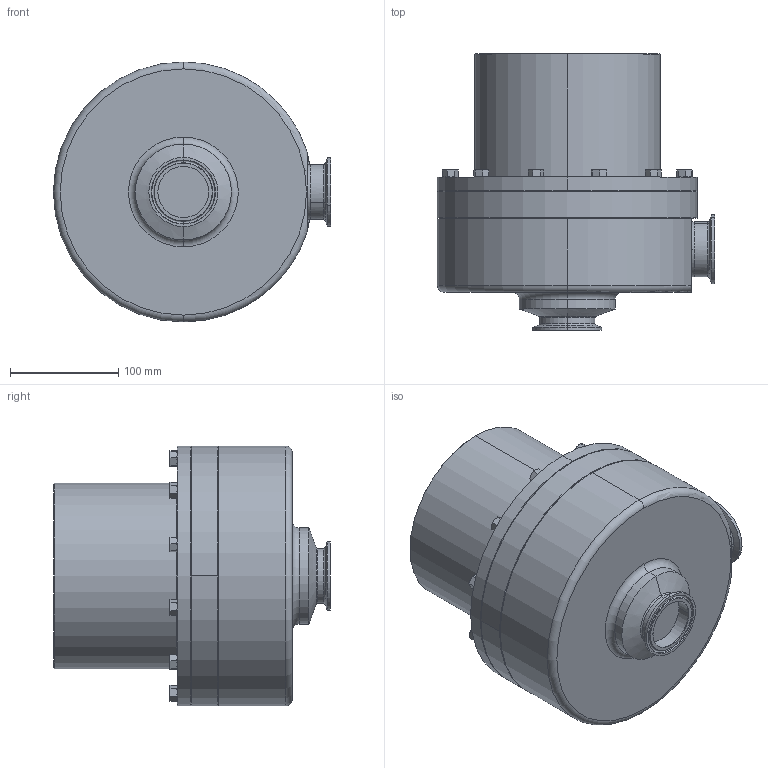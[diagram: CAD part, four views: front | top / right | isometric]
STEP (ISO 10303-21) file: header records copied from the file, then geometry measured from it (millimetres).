
FILE_DESCRIPTION (( 'STEP AP203' ), '1' );
FILE_NAME ('95A-200-6L.STEP', '2023-03-21T16:16:29', ( '' ), ( '' ), 'SwSTEP 2.0', 'SolidWorks 2022', '' );
FILE_SCHEMA (( 'CONFIG_CONTROL_DESIGN' ));
Length unit declared in the file: inch
Products named in the file (1): 95A-200-6L
Bounding box: 256.49 x 256.16 x 240.54 mm (x, y, z)
Volume: 7598918.1 mm3; surface area: 296370.5 mm2
Topology: 1 solids, 5 shells, 386 faces, 862 edges, 512 vertices
Faces by surface type: cone 166, plane 109, cylinder 91, torus 20
Entity records: 11250 total; most frequent: CARTESIAN_POINT 2826, DIRECTION 1725, ORIENTED_EDGE 1724, EDGE_CURVE 862, AXIS2_PLACEMENT_3D 769, VERTEX_POINT 512, EDGE_LOOP 460, ADVANCED_FACE 386
